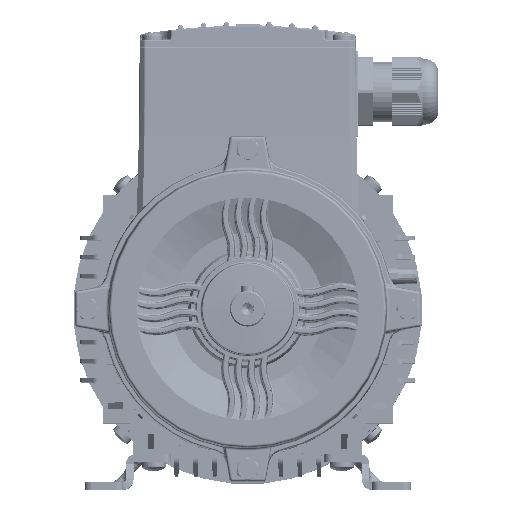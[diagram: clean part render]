
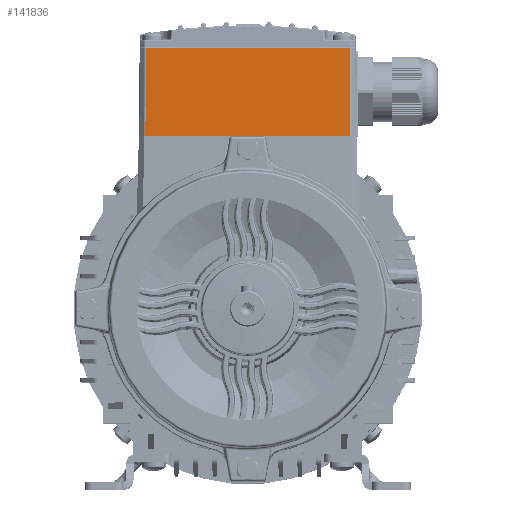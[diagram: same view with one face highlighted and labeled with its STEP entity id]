
A CAD part, top view. The second image highlights one B-rep face of the part: STEP entity #141836.
In plain terms, the highlighted planar face has unit normal (0, 0.009, 1).
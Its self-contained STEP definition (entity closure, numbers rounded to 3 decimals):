
#4690 = CARTESIAN_POINT ( 'NONE',  ( 0., 68., 124.005 ) ) ;
#8006 = VERTEX_POINT ( 'NONE', #144820 ) ;
#15689 = EDGE_CURVE ( 'NONE', #150640, #91466, #75679, .T. ) ;
#20404 = EDGE_CURVE ( 'NONE', #8006, #91466, #155960, .T. ) ;
#23107 = CARTESIAN_POINT ( 'NONE',  ( -40.5, 102.504, 123.704 ) ) ;
#23198 = ORIENTED_EDGE ( 'NONE', *, *, #135880, .F. ) ;
#29250 = DIRECTION ( 'NONE',  ( 0., -1., 0.009 ) ) ;
#31175 = ORIENTED_EDGE ( 'NONE', *, *, #15689, .F. ) ;
#31920 = CARTESIAN_POINT ( 'NONE',  ( 40.085, 103.291, 123.697 ) ) ;
#32269 = VECTOR ( 'NONE', #54019, 1000. ) ;
#32536 = EDGE_LOOP ( 'NONE', ( #128254, #61648, #86056, #31175, #49275, #23198 ) ) ;
#34014 = B_SPLINE_CURVE_WITH_KNOTS ( 'NONE', 3,
 ( #98120, #147416, #36701, #85994 ),
 .UNSPECIFIED., .F., .F.,
 ( 4, 4 ),
 ( 0.017, 1. ),
 .UNSPECIFIED. ) ;
#34569 = EDGE_CURVE ( 'NONE', #48976, #150640, #115466, .T. ) ;
#36701 = CARTESIAN_POINT ( 'NONE',  ( 17.511, 68., 124. ) ) ;
#41354 = PLANE ( 'NONE',  #146567 ) ;
#42133 = CARTESIAN_POINT ( 'NONE',  ( -40.212, 68., 124.003 ) ) ;
#45253 = CARTESIAN_POINT ( 'NONE',  ( -40.086, 102.999, 123.7 ) ) ;
#48976 = VERTEX_POINT ( 'NONE', #63112 ) ;
#49275 = ORIENTED_EDGE ( 'NONE', *, *, #34569, .F. ) ;
#49453 = EDGE_CURVE ( 'NONE', #82524, #100206, #142640, .T. ) ;
#51922 = CARTESIAN_POINT ( 'NONE',  ( -6.165, 68., 124.005 ) ) ;
#54019 = DIRECTION ( 'NONE',  ( -1., 0., 0. ) ) ;
#54230 = CARTESIAN_POINT ( 'NONE',  ( -6.165, 68., 124.005 ) ) ;
#55964 = VECTOR ( 'NONE', #72379, 1000. ) ;
#61648 = ORIENTED_EDGE ( 'NONE', *, *, #140698, .T. ) ;
#63112 = CARTESIAN_POINT ( 'NONE',  ( 6.165, 68., 124.005 ) ) ;
#72379 = DIRECTION ( 'NONE',  ( -1., 0., 0. ) ) ;
#75679 = B_SPLINE_CURVE_WITH_KNOTS ( 'NONE', 3,
 ( #54230, #103567, #152867, #42133 ),
 .UNSPECIFIED., .F., .F.,
 ( 4, 4 ),
 ( 0., 0.983 ),
 .UNSPECIFIED. ) ;
#81199 = DIRECTION ( 'NONE',  ( -0.004, 1., -0.009 ) ) ;
#82509 = CARTESIAN_POINT ( 'NONE',  ( 40.088, 102.504, 123.704 ) ) ;
#82524 = VERTEX_POINT ( 'NONE', #146988 ) ;
#85994 = CARTESIAN_POINT ( 'NONE',  ( 6.165, 68., 124.005 ) ) ;
#86056 = ORIENTED_EDGE ( 'NONE', *, *, #20404, .T. ) ;
#90684 = CARTESIAN_POINT ( 'NONE',  ( -40.5, 103., 123.7 ) ) ;
#91281 = CARTESIAN_POINT ( 'NONE',  ( -40.212, 68., 124.003 ) ) ;
#91466 = VERTEX_POINT ( 'NONE', #91281 ) ;
#94569 = DIRECTION ( 'NONE',  ( -0.004, -1., 0.009 ) ) ;
#98120 = CARTESIAN_POINT ( 'NONE',  ( 40.212, 68., 124.003 ) ) ;
#100206 = VERTEX_POINT ( 'NONE', #82509 ) ;
#103567 = CARTESIAN_POINT ( 'NONE',  ( -17.511, 68., 124. ) ) ;
#115466 = LINE ( 'NONE', #4690, #32269 ) ;
#128254 = ORIENTED_EDGE ( 'NONE', *, *, #49453, .T. ) ;
#133821 = LINE ( 'NONE', #23107, #55964 ) ;
#135880 = EDGE_CURVE ( 'NONE', #82524, #48976, #34014, .T. ) ;
#138242 = VECTOR ( 'NONE', #81199, 1000. ) ;
#139477 = VECTOR ( 'NONE', #94569, 1000. ) ;
#139994 = DIRECTION ( 'NONE',  ( 0., 0.009, 1. ) ) ;
#140698 = EDGE_CURVE ( 'NONE', #100206, #8006, #133821, .T. ) ;
#141836 = ADVANCED_FACE ( 'NONE', ( #152092 ), #41354, .T. ) ;
#142640 = LINE ( 'NONE', #31920, #138242 ) ;
#144820 = CARTESIAN_POINT ( 'NONE',  ( -40.088, 102.504, 123.704 ) ) ;
#146567 = AXIS2_PLACEMENT_3D ( 'NONE', #90684, #139994, #29250 ) ;
#146988 = CARTESIAN_POINT ( 'NONE',  ( 40.212, 68., 124.003 ) ) ;
#147416 = CARTESIAN_POINT ( 'NONE',  ( 28.862, 68., 124. ) ) ;
#150640 = VERTEX_POINT ( 'NONE', #51922 ) ;
#152092 = FACE_OUTER_BOUND ( 'NONE', #32536, .T. ) ;
#152867 = CARTESIAN_POINT ( 'NONE',  ( -28.862, 68., 124. ) ) ;
#155960 = LINE ( 'NONE', #45253, #139477 ) ;
